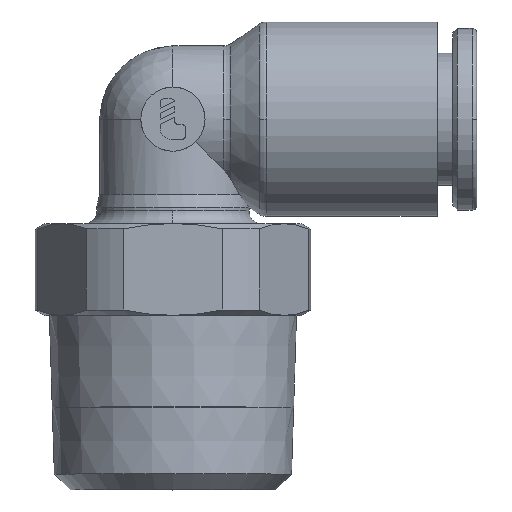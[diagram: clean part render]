
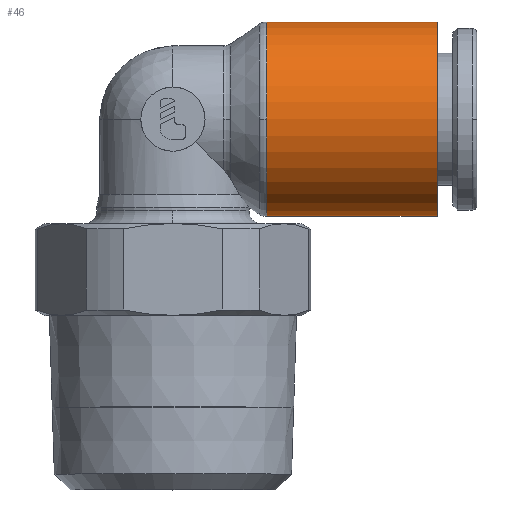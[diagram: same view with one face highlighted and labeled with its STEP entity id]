
A CAD part, top view. The second image highlights one B-rep face of the part: STEP entity #46.
In plain terms, the highlighted cylindrical face has radius 5.3 mm (diameter 10.6 mm), a partial arc.
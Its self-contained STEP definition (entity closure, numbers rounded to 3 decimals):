
#46=ADVANCED_FACE('',(#152),#153,.T.);
#152=FACE_OUTER_BOUND('',#374,.T.);
#153=CYLINDRICAL_SURFACE('',#375,5.3);
#374=EDGE_LOOP('',(#596,#597,#598,#599,#600));
#375=AXIS2_PLACEMENT_3D('',#601,#602,#603);
#596=ORIENTED_EDGE('',*,*,#1425,.F.);
#597=ORIENTED_EDGE('',*,*,#1426,.T.);
#598=ORIENTED_EDGE('',*,*,#1427,.T.);
#599=ORIENTED_EDGE('',*,*,#1428,.F.);
#600=ORIENTED_EDGE('',*,*,#1429,.F.);
#601=CARTESIAN_POINT('',(9.75,10.698,0.0));
#602=DIRECTION('',(1.0,0.0,0.0));
#603=DIRECTION('',(0.0,1.0,0.0));
#1425=EDGE_CURVE('',#1682,#1683,#1684,.T.);
#1426=EDGE_CURVE('',#1682,#1685,#1686,.T.);
#1427=EDGE_CURVE('',#1685,#1687,#1688,.T.);
#1428=EDGE_CURVE('',#1689,#1687,#1690,.T.);
#1429=EDGE_CURVE('',#1683,#1689,#1691,.T.);
#1682=VERTEX_POINT('',#2103);
#1683=VERTEX_POINT('',#2104);
#1684=LINE('',#2105,#2106);
#1685=VERTEX_POINT('',#2107);
#1686=CIRCLE('',#2108,5.3);
#1687=VERTEX_POINT('',#2109);
#1688=CIRCLE('',#2110,5.3);
#1689=VERTEX_POINT('',#2111);
#1690=LINE('',#2112,#2113);
#1691=CIRCLE('',#2114,5.3);
#2103=CARTESIAN_POINT('',(5.1,15.998,0.0));
#2104=CARTESIAN_POINT('',(14.4,15.998,0.0));
#2105=CARTESIAN_POINT('',(9.75,15.998,0.));
#2106=VECTOR('',#3153,1.0);
#2107=CARTESIAN_POINT('',(5.1,10.698,5.3));
#2108=AXIS2_PLACEMENT_3D('',#3154,#3155,#3156);
#2109=CARTESIAN_POINT('',(5.1,5.398,0.));
#2110=AXIS2_PLACEMENT_3D('',#3157,#3158,#3159);
#2111=CARTESIAN_POINT('',(14.4,5.398,0.));
#2112=CARTESIAN_POINT('',(9.75,5.398,0.));
#2113=VECTOR('',#3160,1.0);
#2114=AXIS2_PLACEMENT_3D('',#3161,#3162,#3163);
#3153=DIRECTION('',(1.0,0.0,0.0));
#3154=CARTESIAN_POINT('',(5.1,10.698,0.0));
#3155=DIRECTION('',(1.0,0.0,0.0));
#3156=DIRECTION('',(0.0,1.0,0.0));
#3157=CARTESIAN_POINT('',(5.1,10.698,0.0));
#3158=DIRECTION('',(1.0,0.0,0.0));
#3159=DIRECTION('',(0.0,1.0,0.0));
#3160=DIRECTION('',(-1.0,-0.0,-0.0));
#3161=CARTESIAN_POINT('',(14.4,10.698,0.0));
#3162=DIRECTION('',(1.0,0.0,0.0));
#3163=DIRECTION('',(0.0,1.0,0.0));
